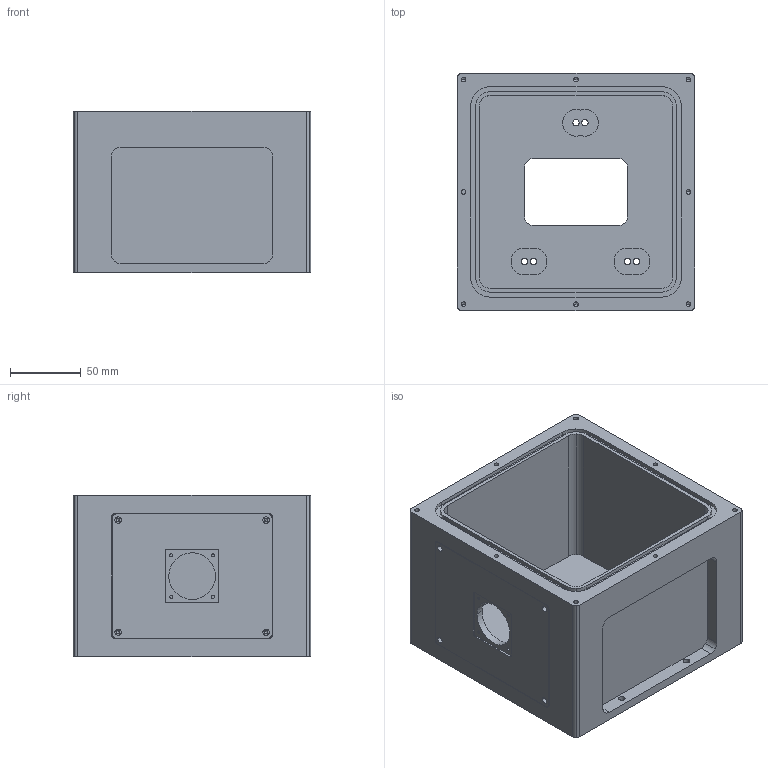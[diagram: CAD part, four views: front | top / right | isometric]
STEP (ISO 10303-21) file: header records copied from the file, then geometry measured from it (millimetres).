
FILE_DESCRIPTION((''),'2;1');
FILE_NAME('ccdhead.stp','2005-02-16T12:03:59',('Jeff'),(''),'Autodesk Inventor 9','Autodesk Inventor 9','');
FILE_SCHEMA(('AUTOMOTIVE_DESIGN { 1 0 10303 214 1 1 1 1 }'));
Length unit declared in the file: inch
Products named in the file (3): Assembly1; MainHead; SidePlate
Assembly tree (2 placements, depth 2):
  Assembly1
    MainHead
    SidePlate
Bounding box: 168.28 x 168.28 x 114.3 mm (x, y, z)
Volume: 886418.5 mm3; surface area: 219133.6 mm2
Topology: 2 solids, 2 shells, 307 faces, 818 edges, 527 vertices
Faces by surface type: bspline 119, cylinder 116, plane 72
Entity records: 11132 total; most frequent: CARTESIAN_POINT 3504, ORIENTED_EDGE 1592, DIRECTION 1586, EDGE_CURVE 796, AXIS2_PLACEMENT_3D 597, VERTEX_POINT 527, CIRCLE 404, VECTOR 392
